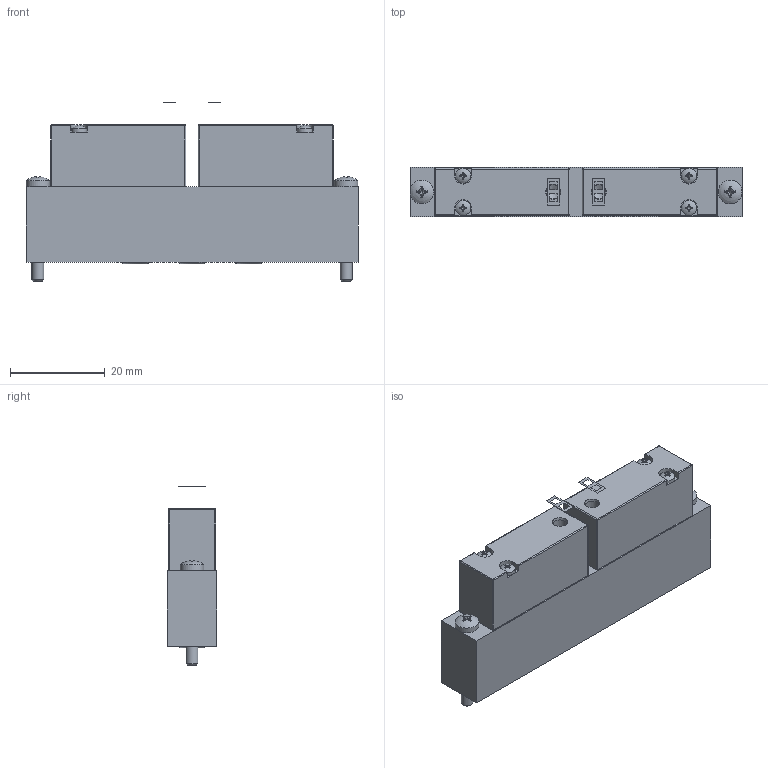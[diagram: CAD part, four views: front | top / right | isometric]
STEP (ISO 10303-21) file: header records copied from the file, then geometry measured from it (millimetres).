
FILE_DESCRIPTION( ( 'Unknown' ), '1' );
FILE_NAME( 'GZ-BPM5304.stp', 'Unknown', ( 'Unknown' ), ( 'Unknown' ), 'PSStep 17.0.49', 'Unknown', ' ' );
FILE_SCHEMA( ( 'AUTOMOTIVE_DESIGN { 1 0 10303 214 1 1 1 1 }' ) );
Length unit declared in the file: millimetre
Products named in the file (8): Assem1; ABPM 5 304; DIN7985-H-A2-M2,5X20; ABP MMD 304; DIN7985-A2-M1,6x14; O-Ring 3x1,5 NBR70
Assembly tree (16 placements, depth 2):
  Assem1
    ABPM 5 304
    DIN7985-H-A2-M2,5X20  x2
    ABP MMD 304  x2
    ABP MMD 304  x2
    ABP MMD 304  x2
    DIN7985-A2-M1,6x14  x4
    O-Ring 3x1,5 NBR70  x3
Bounding box: 70 x 10.5 x 37.7 mm (x, y, z)
Volume: 19061.7 mm3; surface area: 9209.4 mm2
Topology: 12 solids, 16 shells, 271 faces, 629 edges, 383 vertices
Faces by surface type: plane 171, cylinder 57, torus 15, cone 14, sphere 14
Full cylindrical faces by diameter (mm): 1.221 x8, 1.6 x4, 1.8 x4, 2.5 x2, 2.6 x2, 3 x2, 3.2 x4, 5 x2, 5.8 x3, 6 x2
Entity records: 4371 total; most frequent: DIRECTION 627, CARTESIAN_POINT 538, ORIENTED_EDGE 436, AXIS2_PLACEMENT_3D 257, EDGE_CURVE 230, EDGE_LOOP 180, VERTEX_POINT 168, FACE_OUTER_BOUND 147
